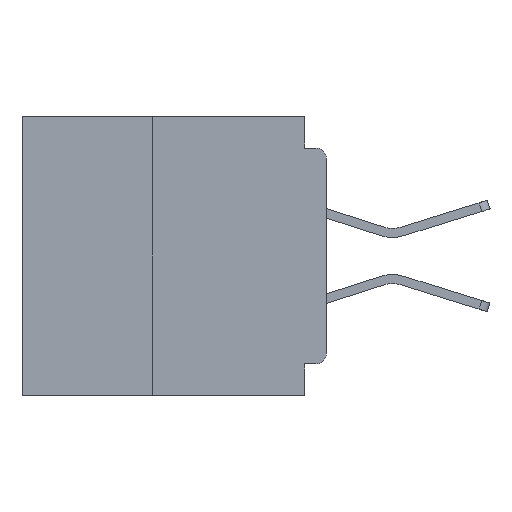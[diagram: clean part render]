
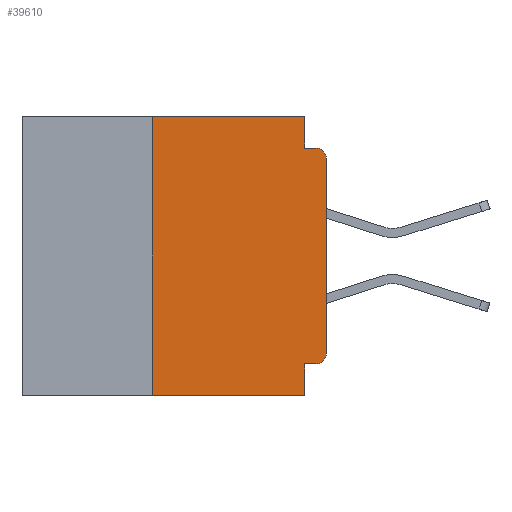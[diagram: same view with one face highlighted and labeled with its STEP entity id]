
A CAD part, left-side view. The second image highlights one B-rep face of the part: STEP entity #39610.
In plain terms, the highlighted planar face has unit normal (-1, 0, 0).
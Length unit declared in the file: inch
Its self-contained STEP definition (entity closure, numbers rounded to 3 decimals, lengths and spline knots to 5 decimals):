
#887 = CIRCLE ( 'NONE', #28235, 0.015 ) ;
#1253 = EDGE_CURVE ( 'NONE', #26208, #38857, #33643, .T. ) ;
#1484 = ORIENTED_EDGE ( 'NONE', *, *, #34012, .T. ) ;
#1511 = CARTESIAN_POINT ( 'NONE',  ( 0., 0., -0.34 ) ) ;
#1852 = LINE ( 'NONE', #4021, #28326 ) ;
#3438 = AXIS2_PLACEMENT_3D ( 'NONE', #36158, #15538, #39559 ) ;
#4021 = CARTESIAN_POINT ( 'NONE',  ( 0., 0.25, -0.4 ) ) ;
#4059 = LINE ( 'NONE', #33208, #39547 ) ;
#4798 = FACE_OUTER_BOUND ( 'NONE', #34702, .T. ) ;
#5155 = DIRECTION ( 'NONE',  ( -1., 0., 0. ) ) ;
#5807 = CARTESIAN_POINT ( 'NONE',  ( 0., 0.031, -0.4 ) ) ;
#5950 = ORIENTED_EDGE ( 'NONE', *, *, #1253, .F. ) ;
#6146 = VECTOR ( 'NONE', #6309, 39.37008 ) ;
#6309 = DIRECTION ( 'NONE',  ( 0., 0., -1. ) ) ;
#8173 = CIRCLE ( 'NONE', #21300, 0.015 ) ;
#9126 = LINE ( 'NONE', #36615, #44612 ) ;
#9665 = ORIENTED_EDGE ( 'NONE', *, *, #18954, .F. ) ;
#10224 = ORIENTED_EDGE ( 'NONE', *, *, #42265, .F. ) ;
#11610 = ORIENTED_EDGE ( 'NONE', *, *, #35146, .F. ) ;
#12074 = PLANE ( 'NONE',  #3438 ) ;
#12482 = CARTESIAN_POINT ( 'NONE',  ( 0., 0.015, -0.34 ) ) ;
#12898 = VERTEX_POINT ( 'NONE', #28172 ) ;
#13241 = VECTOR ( 'NONE', #17454, 39.37008 ) ;
#13811 = CARTESIAN_POINT ( 'NONE',  ( 0., 0.031, 0. ) ) ;
#13852 = LINE ( 'NONE', #15955, #21944 ) ;
#14302 = LINE ( 'NONE', #13811, #13241 ) ;
#15282 = ORIENTED_EDGE ( 'NONE', *, *, #18736, .T. ) ;
#15538 = DIRECTION ( 'NONE',  ( 1., 0., 0. ) ) ;
#15945 = DIRECTION ( 'NONE',  ( 0., 0., -1. ) ) ;
#15955 = CARTESIAN_POINT ( 'NONE',  ( 0., 0., 0. ) ) ;
#16122 = CARTESIAN_POINT ( 'NONE',  ( 0., 0.015, -0.045 ) ) ;
#16738 = CARTESIAN_POINT ( 'NONE',  ( 0., 0., -0.06 ) ) ;
#17454 = DIRECTION ( 'NONE',  ( 0., 0., -1. ) ) ;
#18122 = DIRECTION ( 'NONE',  ( 0., -1., 0. ) ) ;
#18176 = CARTESIAN_POINT ( 'NONE',  ( 0., 0.25, 0. ) ) ;
#18736 = EDGE_CURVE ( 'NONE', #32843, #37829, #8173, .T. ) ;
#18954 = EDGE_CURVE ( 'NONE', #12898, #23761, #34039, .T. ) ;
#19353 = VECTOR ( 'NONE', #18122, 39.37008 ) ;
#19582 = ORIENTED_EDGE ( 'NONE', *, *, #24939, .T. ) ;
#19991 = EDGE_CURVE ( 'NONE', #44226, #38857, #9126, .T. ) ;
#21211 = DIRECTION ( 'NONE',  ( 0., -1., 0. ) ) ;
#21300 = AXIS2_PLACEMENT_3D ( 'NONE', #12482, #36551, #15945 ) ;
#21944 = VECTOR ( 'NONE', #33153, 39.37008 ) ;
#22359 = CARTESIAN_POINT ( 'NONE',  ( 0., 0.031, -0.355 ) ) ;
#23761 = VERTEX_POINT ( 'NONE', #16122 ) ;
#24939 = EDGE_CURVE ( 'NONE', #36847, #23761, #887, .T. ) ;
#25775 = CARTESIAN_POINT ( 'NONE',  ( 0., 0.015, -0.06 ) ) ;
#25872 = ORIENTED_EDGE ( 'NONE', *, *, #39452, .F. ) ;
#25944 = VECTOR ( 'NONE', #21211, 39.37008 ) ;
#26208 = VERTEX_POINT ( 'NONE', #22359 ) ;
#28172 = CARTESIAN_POINT ( 'NONE',  ( 0., 0.031, -0.045 ) ) ;
#28235 = AXIS2_PLACEMENT_3D ( 'NONE', #25775, #5155, #29255 ) ;
#28326 = VECTOR ( 'NONE', #38306, 39.37008 ) ;
#28360 = CARTESIAN_POINT ( 'NONE',  ( 0., 0.437, 0. ) ) ;
#28526 = LINE ( 'NONE', #28360, #19353 ) ;
#29255 = DIRECTION ( 'NONE',  ( 0., 0., -1. ) ) ;
#29385 = CARTESIAN_POINT ( 'NONE',  ( 0., 0.031, 0. ) ) ;
#30080 = CARTESIAN_POINT ( 'NONE',  ( 0., 0.015, -0.355 ) ) ;
#31101 = ORIENTED_EDGE ( 'NONE', *, *, #19991, .T. ) ;
#31905 = CARTESIAN_POINT ( 'NONE',  ( 0., 0.031, -0.4 ) ) ;
#32843 = VERTEX_POINT ( 'NONE', #30080 ) ;
#33153 = DIRECTION ( 'NONE',  ( 0., 0., 1. ) ) ;
#33208 = CARTESIAN_POINT ( 'NONE',  ( 0., 0., -0.355 ) ) ;
#33643 = LINE ( 'NONE', #5807, #6146 ) ;
#34012 = EDGE_CURVE ( 'NONE', #37829, #36847, #13852, .T. ) ;
#34039 = LINE ( 'NONE', #41163, #25944 ) ;
#34702 = EDGE_LOOP ( 'NONE', ( #1484, #19582, #9665, #10224, #25872, #35573, #31101, #5950, #11610, #15282 ) ) ;
#35146 = EDGE_CURVE ( 'NONE', #32843, #26208, #4059, .T. ) ;
#35573 = ORIENTED_EDGE ( 'NONE', *, *, #42344, .F. ) ;
#36158 = CARTESIAN_POINT ( 'NONE',  ( 0., 0.437, 0. ) ) ;
#36551 = DIRECTION ( 'NONE',  ( -1., 0., 0. ) ) ;
#36615 = CARTESIAN_POINT ( 'NONE',  ( 0., 0.437, -0.4 ) ) ;
#36628 = VERTEX_POINT ( 'NONE', #29385 ) ;
#36847 = VERTEX_POINT ( 'NONE', #16738 ) ;
#37151 = CARTESIAN_POINT ( 'NONE',  ( 0., 0.25, -0.4 ) ) ;
#37829 = VERTEX_POINT ( 'NONE', #1511 ) ;
#38306 = DIRECTION ( 'NONE',  ( 0., 0., 1. ) ) ;
#38857 = VERTEX_POINT ( 'NONE', #31905 ) ;
#38861 = VERTEX_POINT ( 'NONE', #18176 ) ;
#39452 = EDGE_CURVE ( 'NONE', #38861, #36628, #28526, .T. ) ;
#39547 = VECTOR ( 'NONE', #43499, 39.37008 ) ;
#39559 = DIRECTION ( 'NONE',  ( 0., 0., -1. ) ) ;
#39610 = ADVANCED_FACE ( 'NONE', ( #4798 ), #12074, .F. ) ;
#41163 = CARTESIAN_POINT ( 'NONE',  ( 0., 0., -0.045 ) ) ;
#42265 = EDGE_CURVE ( 'NONE', #36628, #12898, #14302, .T. ) ;
#42344 = EDGE_CURVE ( 'NONE', #44226, #38861, #1852, .T. ) ;
#43481 = DIRECTION ( 'NONE',  ( 0., -1., 0. ) ) ;
#43499 = DIRECTION ( 'NONE',  ( 0., 1., 0. ) ) ;
#44226 = VERTEX_POINT ( 'NONE', #37151 ) ;
#44612 = VECTOR ( 'NONE', #43481, 39.37008 ) ;
